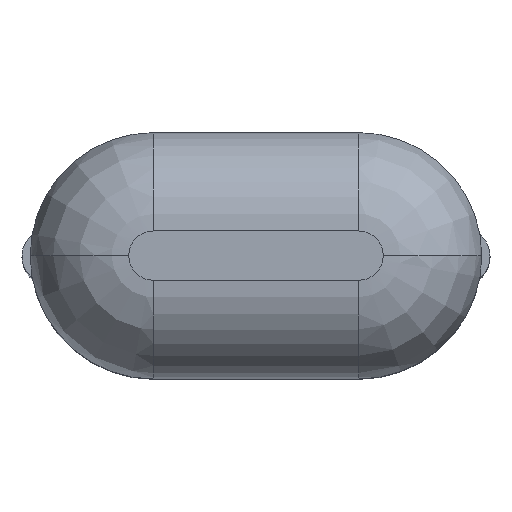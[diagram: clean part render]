
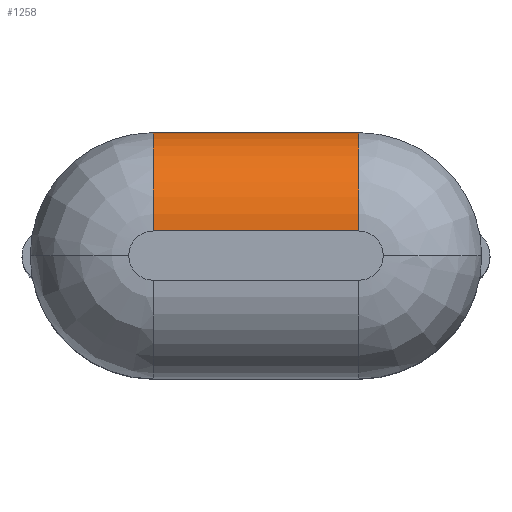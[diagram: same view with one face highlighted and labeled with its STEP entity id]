
A CAD part, top view. The second image highlights one B-rep face of the part: STEP entity #1258.
In plain terms, the highlighted cylindrical face has radius 1.2 mm (diameter 2.4 mm), a partial arc.
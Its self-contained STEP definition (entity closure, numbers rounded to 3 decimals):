
#543 = VERTEX_POINT('',#544);
#544 = CARTESIAN_POINT('',(1.25,1.5,7.3));
#806 = EDGE_CURVE('',#543,#807,#809,.T.);
#807 = VERTEX_POINT('',#808);
#808 = CARTESIAN_POINT('',(3.75,1.5,7.3));
#809 = LINE('',#810,#811);
#810 = CARTESIAN_POINT('',(1.25,1.5,7.3));
#811 = VECTOR('',#812,1.);
#812 = DIRECTION('',(1.,0.,0.));
#1010 = EDGE_CURVE('',#543,#1011,#1013,.T.);
#1011 = VERTEX_POINT('',#1012);
#1012 = CARTESIAN_POINT('',(1.25,0.3,8.5));
#1013 = CIRCLE('',#1014,1.2);
#1014 = AXIS2_PLACEMENT_3D('',#1015,#1016,#1017);
#1015 = CARTESIAN_POINT('',(1.25,0.3,7.3));
#1016 = DIRECTION('',(1.,0.,0.));
#1017 = DIRECTION('',(0.,1.,0.));
#1258 = ADVANCED_FACE('',(#1259),#1278,.T.);
#1259 = FACE_BOUND('',#1260,.T.);
#1260 = EDGE_LOOP('',(#1261,#1262,#1270,#1277));
#1261 = ORIENTED_EDGE('',*,*,#1010,.T.);
#1262 = ORIENTED_EDGE('',*,*,#1263,.T.);
#1263 = EDGE_CURVE('',#1011,#1264,#1266,.T.);
#1264 = VERTEX_POINT('',#1265);
#1265 = CARTESIAN_POINT('',(3.75,0.3,8.5));
#1266 = LINE('',#1267,#1268);
#1267 = CARTESIAN_POINT('',(1.25,0.3,8.5));
#1268 = VECTOR('',#1269,1.);
#1269 = DIRECTION('',(1.,0.,0.));
#1270 = ORIENTED_EDGE('',*,*,#1271,.F.);
#1271 = EDGE_CURVE('',#807,#1264,#1272,.T.);
#1272 = CIRCLE('',#1273,1.2);
#1273 = AXIS2_PLACEMENT_3D('',#1274,#1275,#1276);
#1274 = CARTESIAN_POINT('',(3.75,0.3,7.3));
#1275 = DIRECTION('',(1.,0.,0.));
#1276 = DIRECTION('',(0.,1.,0.));
#1277 = ORIENTED_EDGE('',*,*,#806,.F.);
#1278 = CYLINDRICAL_SURFACE('',#1279,1.2);
#1279 = AXIS2_PLACEMENT_3D('',#1280,#1281,#1282);
#1280 = CARTESIAN_POINT('',(1.25,0.3,7.3));
#1281 = DIRECTION('',(1.,0.,0.));
#1282 = DIRECTION('',(0.,1.,0.));
